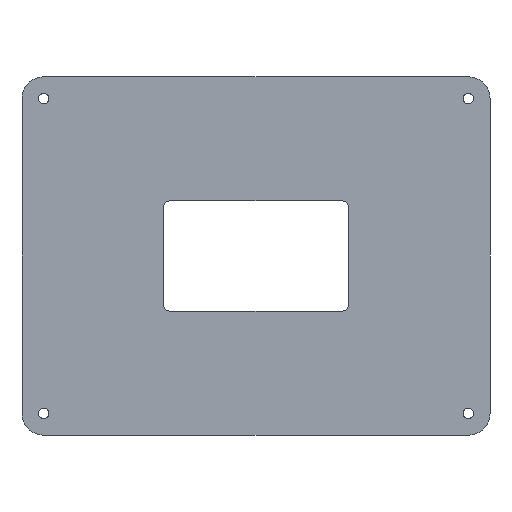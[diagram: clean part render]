
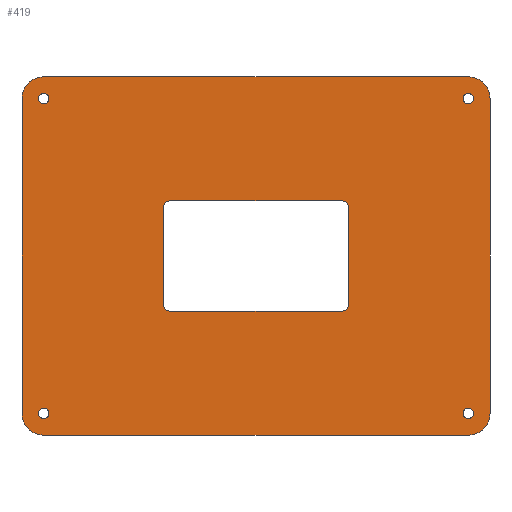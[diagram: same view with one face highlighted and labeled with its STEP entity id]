
A CAD part, front view. The second image highlights one B-rep face of the part: STEP entity #419.
In plain terms, the highlighted planar face has unit normal (0, -1, 0).
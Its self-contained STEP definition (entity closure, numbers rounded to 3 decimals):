
#15=FACE_BOUND('',#60,.T.);
#16=FACE_BOUND('',#61,.T.);
#17=FACE_BOUND('',#62,.T.);
#18=FACE_BOUND('',#63,.T.);
#19=FACE_BOUND('',#64,.T.);
#26=PLANE('',#457);
#37=FACE_OUTER_BOUND('',#59,.T.);
#59=EDGE_LOOP('',(#293,#294,#295,#296,#297,#298,#299,#300));
#60=EDGE_LOOP('',(#301));
#61=EDGE_LOOP('',(#302));
#62=EDGE_LOOP('',(#303));
#63=EDGE_LOOP('',(#304));
#64=EDGE_LOOP('',(#305,#306,#307,#308,#309,#310,#311,#312));
#91=LINE('',#641,#127);
#94=LINE('',#647,#130);
#95=LINE('',#651,#131);
#96=LINE('',#655,#132);
#97=LINE('',#669,#133);
#98=LINE('',#673,#134);
#99=LINE('',#677,#135);
#100=LINE('',#680,#136);
#127=VECTOR('',#511,10.);
#130=VECTOR('',#516,10.);
#131=VECTOR('',#519,10.);
#132=VECTOR('',#522,10.);
#133=VECTOR('',#535,10.);
#134=VECTOR('',#538,10.);
#135=VECTOR('',#541,10.);
#136=VECTOR('',#544,10.);
#162=CIRCLE('',#455,10.);
#163=CIRCLE('',#458,10.);
#164=CIRCLE('',#459,10.);
#165=CIRCLE('',#460,10.);
#166=CIRCLE('',#461,2.4);
#167=CIRCLE('',#462,2.4);
#168=CIRCLE('',#463,2.4);
#169=CIRCLE('',#464,2.4);
#170=CIRCLE('',#465,3.);
#171=CIRCLE('',#466,3.);
#172=CIRCLE('',#467,3.);
#173=CIRCLE('',#468,3.);
#187=VERTEX_POINT('',#634);
#188=VERTEX_POINT('',#636);
#189=VERTEX_POINT('',#640);
#191=VERTEX_POINT('',#646);
#192=VERTEX_POINT('',#648);
#193=VERTEX_POINT('',#650);
#194=VERTEX_POINT('',#652);
#195=VERTEX_POINT('',#654);
#196=VERTEX_POINT('',#657);
#197=VERTEX_POINT('',#659);
#198=VERTEX_POINT('',#661);
#199=VERTEX_POINT('',#663);
#200=VERTEX_POINT('',#665);
#201=VERTEX_POINT('',#666);
#202=VERTEX_POINT('',#668);
#203=VERTEX_POINT('',#670);
#204=VERTEX_POINT('',#672);
#205=VERTEX_POINT('',#674);
#206=VERTEX_POINT('',#676);
#207=VERTEX_POINT('',#678);
#227=EDGE_CURVE('',#187,#188,#162,.T.);
#229=EDGE_CURVE('',#189,#188,#91,.T.);
#232=EDGE_CURVE('',#187,#191,#94,.T.);
#233=EDGE_CURVE('',#192,#191,#163,.T.);
#234=EDGE_CURVE('',#192,#193,#95,.T.);
#235=EDGE_CURVE('',#194,#193,#164,.T.);
#236=EDGE_CURVE('',#194,#195,#96,.T.);
#237=EDGE_CURVE('',#189,#195,#165,.T.);
#238=EDGE_CURVE('',#196,#196,#166,.T.);
#239=EDGE_CURVE('',#197,#197,#167,.T.);
#240=EDGE_CURVE('',#198,#198,#168,.T.);
#241=EDGE_CURVE('',#199,#199,#169,.T.);
#242=EDGE_CURVE('',#200,#201,#170,.T.);
#243=EDGE_CURVE('',#202,#200,#97,.T.);
#244=EDGE_CURVE('',#203,#202,#171,.T.);
#245=EDGE_CURVE('',#204,#203,#98,.T.);
#246=EDGE_CURVE('',#205,#204,#172,.T.);
#247=EDGE_CURVE('',#206,#205,#99,.T.);
#248=EDGE_CURVE('',#207,#206,#173,.T.);
#249=EDGE_CURVE('',#201,#207,#100,.T.);
#293=ORIENTED_EDGE('',*,*,#227,.F.);
#294=ORIENTED_EDGE('',*,*,#232,.T.);
#295=ORIENTED_EDGE('',*,*,#233,.F.);
#296=ORIENTED_EDGE('',*,*,#234,.T.);
#297=ORIENTED_EDGE('',*,*,#235,.F.);
#298=ORIENTED_EDGE('',*,*,#236,.T.);
#299=ORIENTED_EDGE('',*,*,#237,.F.);
#300=ORIENTED_EDGE('',*,*,#229,.T.);
#301=ORIENTED_EDGE('',*,*,#238,.F.);
#302=ORIENTED_EDGE('',*,*,#239,.F.);
#303=ORIENTED_EDGE('',*,*,#240,.F.);
#304=ORIENTED_EDGE('',*,*,#241,.F.);
#305=ORIENTED_EDGE('',*,*,#242,.F.);
#306=ORIENTED_EDGE('',*,*,#243,.F.);
#307=ORIENTED_EDGE('',*,*,#244,.F.);
#308=ORIENTED_EDGE('',*,*,#245,.F.);
#309=ORIENTED_EDGE('',*,*,#246,.F.);
#310=ORIENTED_EDGE('',*,*,#247,.F.);
#311=ORIENTED_EDGE('',*,*,#248,.F.);
#312=ORIENTED_EDGE('',*,*,#249,.F.);
#419=ADVANCED_FACE('',(#37,#15,#16,#17,#18,#19),#26,.F.);
#455=AXIS2_PLACEMENT_3D('',#637,#506,#507);
#457=AXIS2_PLACEMENT_3D('',#645,#514,#515);
#458=AXIS2_PLACEMENT_3D('',#649,#517,#518);
#459=AXIS2_PLACEMENT_3D('',#653,#520,#521);
#460=AXIS2_PLACEMENT_3D('',#656,#523,#524);
#461=AXIS2_PLACEMENT_3D('',#658,#525,#526);
#462=AXIS2_PLACEMENT_3D('',#660,#527,#528);
#463=AXIS2_PLACEMENT_3D('',#662,#529,#530);
#464=AXIS2_PLACEMENT_3D('',#664,#531,#532);
#465=AXIS2_PLACEMENT_3D('',#667,#533,#534);
#466=AXIS2_PLACEMENT_3D('',#671,#536,#537);
#467=AXIS2_PLACEMENT_3D('',#675,#539,#540);
#468=AXIS2_PLACEMENT_3D('',#679,#542,#543);
#506=DIRECTION('center_axis',(0.,1.,0.));
#507=DIRECTION('ref_axis',(-0.707,0.,-0.707));
#511=DIRECTION('',(0.,0.,-1.));
#514=DIRECTION('center_axis',(0.,1.,0.));
#515=DIRECTION('ref_axis',(1.,0.,0.));
#516=DIRECTION('',(1.,0.,0.));
#517=DIRECTION('center_axis',(0.,1.,0.));
#518=DIRECTION('ref_axis',(0.707,0.,-0.707));
#519=DIRECTION('',(0.,0.,1.));
#520=DIRECTION('center_axis',(0.,1.,0.));
#521=DIRECTION('ref_axis',(0.707,0.,0.707));
#522=DIRECTION('',(-1.,0.,0.));
#523=DIRECTION('center_axis',(0.,1.,0.));
#524=DIRECTION('ref_axis',(-0.707,0.,0.707));
#525=DIRECTION('center_axis',(0.,-1.,0.));
#526=DIRECTION('ref_axis',(1.,0.,0.));
#527=DIRECTION('center_axis',(0.,-1.,0.));
#528=DIRECTION('ref_axis',(1.,0.,0.));
#529=DIRECTION('center_axis',(0.,-1.,0.));
#530=DIRECTION('ref_axis',(1.,0.,0.));
#531=DIRECTION('center_axis',(0.,-1.,0.));
#532=DIRECTION('ref_axis',(1.,0.,0.));
#533=DIRECTION('center_axis',(0.,-1.,0.));
#534=DIRECTION('ref_axis',(0.707,0.,0.707));
#535=DIRECTION('',(0.,0.,1.));
#536=DIRECTION('center_axis',(0.,-1.,0.));
#537=DIRECTION('ref_axis',(0.707,0.,-0.707));
#538=DIRECTION('',(1.,0.,0.));
#539=DIRECTION('center_axis',(0.,-1.,0.));
#540=DIRECTION('ref_axis',(-0.707,0.,-0.707));
#541=DIRECTION('',(0.,0.,-1.));
#542=DIRECTION('center_axis',(0.,-1.,0.));
#543=DIRECTION('ref_axis',(-0.707,0.,0.707));
#544=DIRECTION('',(-1.,0.,0.));
#634=CARTESIAN_POINT('',(-90.52,0.,-47.688));
#636=CARTESIAN_POINT('',(-100.52,0.,-37.688));
#637=CARTESIAN_POINT('Origin',(-90.52,0.,-37.688));
#640=CARTESIAN_POINT('',(-100.52,0.,107.284));
#641=CARTESIAN_POINT('',(-100.52,0.,117.284));
#645=CARTESIAN_POINT('Origin',(7.239,0.,34.798));
#646=CARTESIAN_POINT('',(104.998,0.,-47.688));
#647=CARTESIAN_POINT('',(-100.52,0.,-47.688));
#648=CARTESIAN_POINT('',(114.998,0.,-37.688));
#649=CARTESIAN_POINT('Origin',(104.998,0.,-37.688));
#650=CARTESIAN_POINT('',(114.998,0.,107.284));
#651=CARTESIAN_POINT('',(114.998,0.,-47.688));
#652=CARTESIAN_POINT('',(104.998,0.,117.284));
#653=CARTESIAN_POINT('Origin',(104.998,0.,107.284));
#654=CARTESIAN_POINT('',(-90.52,0.,117.284));
#655=CARTESIAN_POINT('',(114.998,0.,117.284));
#656=CARTESIAN_POINT('Origin',(-90.52,0.,107.284));
#657=CARTESIAN_POINT('',(102.598,0.,107.284));
#658=CARTESIAN_POINT('Origin',(104.998,0.,107.284));
#659=CARTESIAN_POINT('',(-92.92,0.,107.284));
#660=CARTESIAN_POINT('Origin',(-90.52,0.,107.284));
#661=CARTESIAN_POINT('',(102.598,0.,-37.688));
#662=CARTESIAN_POINT('Origin',(104.998,0.,-37.688));
#663=CARTESIAN_POINT('',(-92.92,0.,-37.688));
#664=CARTESIAN_POINT('Origin',(-90.52,0.,-37.688));
#665=CARTESIAN_POINT('',(49.848,0.,57.134));
#666=CARTESIAN_POINT('',(46.848,0.,60.134));
#667=CARTESIAN_POINT('Origin',(46.848,0.,57.134));
#668=CARTESIAN_POINT('',(49.848,0.,12.462));
#669=CARTESIAN_POINT('',(49.848,0.,60.134));
#670=CARTESIAN_POINT('',(46.848,0.,9.462));
#671=CARTESIAN_POINT('Origin',(46.848,0.,12.462));
#672=CARTESIAN_POINT('',(-32.37,0.,9.462));
#673=CARTESIAN_POINT('',(-35.37,0.,9.462));
#674=CARTESIAN_POINT('',(-35.37,0.,12.462));
#675=CARTESIAN_POINT('Origin',(-32.37,0.,12.462));
#676=CARTESIAN_POINT('',(-35.37,0.,57.134));
#677=CARTESIAN_POINT('',(-35.37,0.,60.134));
#678=CARTESIAN_POINT('',(-32.37,0.,60.134));
#679=CARTESIAN_POINT('Origin',(-32.37,0.,57.134));
#680=CARTESIAN_POINT('',(49.848,0.,60.134));
